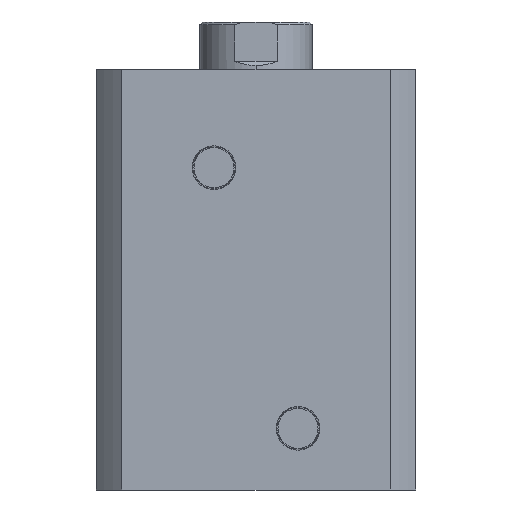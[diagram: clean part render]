
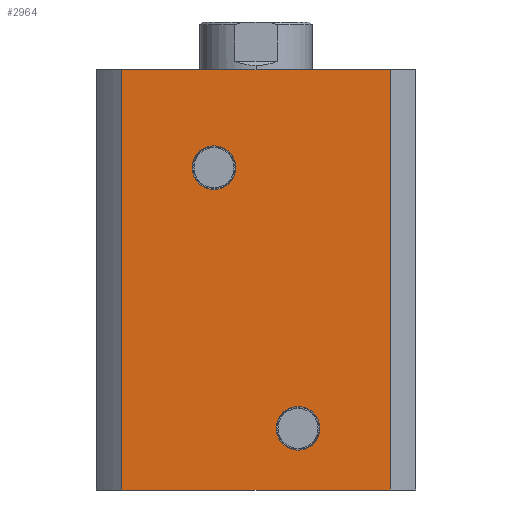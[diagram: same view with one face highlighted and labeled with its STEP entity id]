
A CAD part, left-side view. The second image highlights one B-rep face of the part: STEP entity #2964.
In plain terms, the highlighted planar face has unit normal (-1, 0, 0).
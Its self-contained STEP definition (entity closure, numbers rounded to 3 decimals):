
#140 = VERTEX_POINT ( 'NONE', #3167 ) ;
#148 = VERTEX_POINT ( 'NONE', #3058 ) ;
#212 = VERTEX_POINT ( 'NONE', #3074 ) ;
#473 = AXIS2_PLACEMENT_3D ( 'NONE', #2612, #2613, #2614 ) ;
#474 = AXIS2_PLACEMENT_3D ( 'NONE', #2607, #2608, #2609 ) ;
#486 = EDGE_LOOP ( 'NONE', ( #2203, #2204 ) ) ;
#487 = EDGE_LOOP ( 'NONE', ( #2205, #2206 ) ) ;
#489 = EDGE_LOOP ( 'NONE', ( #2207, #2208, #2409, #2407 ) ) ;
#633 = CIRCLE ( 'NONE', #1214, 7.797 ) ;
#644 = CIRCLE ( 'NONE', #1210, 7.797 ) ;
#864 = LINE ( 'NONE', #2596, #866 ) ;
#865 = LINE ( 'NONE', #2611, #875 ) ;
#866 = VECTOR ( 'NONE', #2590, 1000. ) ;
#867 = CIRCLE ( 'NONE', #474, 7.797 ) ;
#868 = CIRCLE ( 'NONE', #473, 7.797 ) ;
#869 = LINE ( 'NONE', #2605, #871 ) ;
#870 = LINE ( 'NONE', #2615, #873 ) ;
#871 = VECTOR ( 'NONE', #2606, 1000. ) ;
#873 = VECTOR ( 'NONE', #2617, 1000. ) ;
#875 = VECTOR ( 'NONE', #2618, 1000. ) ;
#1088 = FACE_OUTER_BOUND ( 'NONE', #489, .T. ) ;
#1106 = FACE_BOUND ( 'NONE', #486, .T. ) ;
#1109 = FACE_BOUND ( 'NONE', #487, .T. ) ;
#1210 = AXIS2_PLACEMENT_3D ( 'NONE', #2043, #2041, #2037 ) ;
#1214 = AXIS2_PLACEMENT_3D ( 'NONE', #2080, #2078, #2077 ) ;
#1302 = EDGE_CURVE ( 'NONE', #148, #2094, #633, .T. ) ;
#1310 = EDGE_CURVE ( 'NONE', #140, #212, #644, .T. ) ;
#1438 = EDGE_CURVE ( 'NONE', #3632, #3624, #864, .T. ) ;
#1440 = EDGE_CURVE ( 'NONE', #2094, #148, #867, .T. ) ;
#1441 = EDGE_CURVE ( 'NONE', #212, #140, #868, .T. ) ;
#1442 = EDGE_CURVE ( 'NONE', #3624, #3626, #869, .T. ) ;
#1443 = EDGE_CURVE ( 'NONE', #3628, #3626, #870, .T. ) ;
#1444 = EDGE_CURVE ( 'NONE', #3632, #3628, #865, .T. ) ;
#1654 = DIRECTION ( 'NONE',  ( 1., 0., 0. ) ) ;
#1659 = CARTESIAN_POINT ( 'NONE',  ( -57., 0., 150. ) ) ;
#1661 = PLANE ( 'NONE',  #2352 ) ;
#1663 = DIRECTION ( 'NONE',  ( 0., 1., 0. ) ) ;
#1886 = CARTESIAN_POINT ( 'NONE',  ( -57., 47.971, 0. ) ) ;
#1888 = CARTESIAN_POINT ( 'NONE',  ( -57., -47.971, 0. ) ) ;
#1890 = CARTESIAN_POINT ( 'NONE',  ( -57., -47.971, 150. ) ) ;
#1894 = CARTESIAN_POINT ( 'NONE',  ( -57., 47.971, 150. ) ) ;
#2037 = DIRECTION ( 'NONE',  ( 0., 0., 1. ) ) ;
#2041 = DIRECTION ( 'NONE',  ( -1., 0., 0. ) ) ;
#2043 = CARTESIAN_POINT ( 'NONE',  ( -57., 15., 115. ) ) ;
#2077 = DIRECTION ( 'NONE',  ( 0., 0., 1. ) ) ;
#2078 = DIRECTION ( 'NONE',  ( -1., 0., 0. ) ) ;
#2080 = CARTESIAN_POINT ( 'NONE',  ( -57., -15., 22. ) ) ;
#2094 = VERTEX_POINT ( 'NONE', #2782 ) ;
#2203 = ORIENTED_EDGE ( 'NONE', *, *, #1440, .F. ) ;
#2204 = ORIENTED_EDGE ( 'NONE', *, *, #1302, .F. ) ;
#2205 = ORIENTED_EDGE ( 'NONE', *, *, #1441, .F. ) ;
#2206 = ORIENTED_EDGE ( 'NONE', *, *, #1310, .F. ) ;
#2207 = ORIENTED_EDGE ( 'NONE', *, *, #1442, .T. ) ;
#2208 = ORIENTED_EDGE ( 'NONE', *, *, #1443, .F. ) ;
#2352 = AXIS2_PLACEMENT_3D ( 'NONE', #1659, #1654, #1663 ) ;
#2407 = ORIENTED_EDGE ( 'NONE', *, *, #1438, .T. ) ;
#2409 = ORIENTED_EDGE ( 'NONE', *, *, #1444, .F. ) ;
#2590 = DIRECTION ( 'NONE',  ( 0., 0., -1. ) ) ;
#2596 = CARTESIAN_POINT ( 'NONE',  ( -57., 47.971, 150. ) ) ;
#2605 = CARTESIAN_POINT ( 'NONE',  ( -57., 0., 0. ) ) ;
#2606 = DIRECTION ( 'NONE',  ( 0., -1., 0. ) ) ;
#2607 = CARTESIAN_POINT ( 'NONE',  ( -57., -15., 22. ) ) ;
#2608 = DIRECTION ( 'NONE',  ( -1., 0., 0. ) ) ;
#2609 = DIRECTION ( 'NONE',  ( 0., 0., 1. ) ) ;
#2611 = CARTESIAN_POINT ( 'NONE',  ( -57., 0., 150. ) ) ;
#2612 = CARTESIAN_POINT ( 'NONE',  ( -57., 15., 115. ) ) ;
#2613 = DIRECTION ( 'NONE',  ( -1., 0., 0. ) ) ;
#2614 = DIRECTION ( 'NONE',  ( 0., 0., 1. ) ) ;
#2615 = CARTESIAN_POINT ( 'NONE',  ( -57., -47.971, 150. ) ) ;
#2617 = DIRECTION ( 'NONE',  ( 0., 0., -1. ) ) ;
#2618 = DIRECTION ( 'NONE',  ( 0., -1., 0. ) ) ;
#2782 = CARTESIAN_POINT ( 'NONE',  ( -57., -15., 29.797 ) ) ;
#2964 = ADVANCED_FACE ( 'NONE', ( #1106, #1109, #1088 ), #1661, .F. ) ;
#3058 = CARTESIAN_POINT ( 'NONE',  ( -57., -15., 14.203 ) ) ;
#3074 = CARTESIAN_POINT ( 'NONE',  ( -57., 15., 122.797 ) ) ;
#3167 = CARTESIAN_POINT ( 'NONE',  ( -57., 15., 107.203 ) ) ;
#3624 = VERTEX_POINT ( 'NONE', #1886 ) ;
#3626 = VERTEX_POINT ( 'NONE', #1888 ) ;
#3628 = VERTEX_POINT ( 'NONE', #1890 ) ;
#3632 = VERTEX_POINT ( 'NONE', #1894 ) ;
